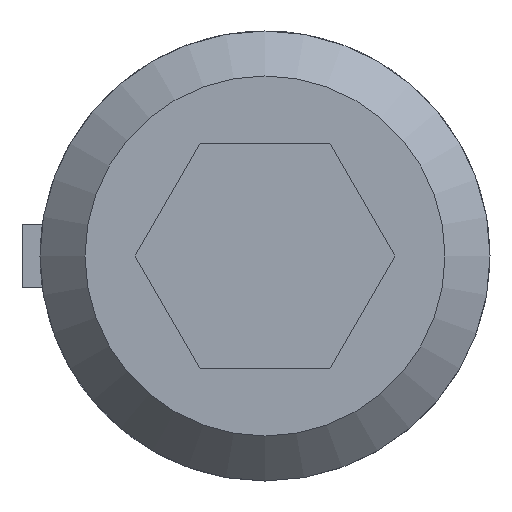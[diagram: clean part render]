
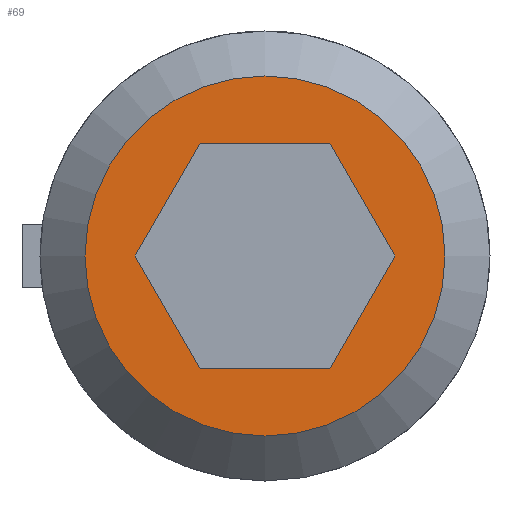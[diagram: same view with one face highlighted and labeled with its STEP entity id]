
A CAD part, left-side view. The second image highlights one B-rep face of the part: STEP entity #69.
In plain terms, the highlighted planar face has unit normal (-1, 0, 0).
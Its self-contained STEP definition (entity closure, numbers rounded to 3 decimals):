
#69 = ADVANCED_FACE( '', ( #156, #157 ), #158, .F. );
#156 = FACE_OUTER_BOUND( '', #266, .T. );
#157 = FACE_BOUND( '', #267, .T. );
#158 = PLANE( '', #268 );
#266 = EDGE_LOOP( '', ( #401 ) );
#267 = EDGE_LOOP( '', ( #402, #403, #404, #405, #406, #407 ) );
#268 = AXIS2_PLACEMENT_3D( '', #408, #409, #410 );
#401 = ORIENTED_EDGE( '', *, *, #631, .F. );
#402 = ORIENTED_EDGE( '', *, *, #632, .T. );
#403 = ORIENTED_EDGE( '', *, *, #633, .T. );
#404 = ORIENTED_EDGE( '', *, *, #634, .T. );
#405 = ORIENTED_EDGE( '', *, *, #610, .T. );
#406 = ORIENTED_EDGE( '', *, *, #635, .T. );
#407 = ORIENTED_EDGE( '', *, *, #600, .T. );
#408 = CARTESIAN_POINT( '', ( 0., 0., 0. ) );
#409 = DIRECTION( '', ( 1., 0., 0. ) );
#410 = DIRECTION( '', ( 0., 0., -1. ) );
#600 = EDGE_CURVE( '', #695, #696, #697, .T. );
#610 = EDGE_CURVE( '', #713, #714, #715, .T. );
#631 = EDGE_CURVE( '', #749, #749, #750, .T. );
#632 = EDGE_CURVE( '', #696, #751, #752, .T. );
#633 = EDGE_CURVE( '', #751, #753, #754, .T. );
#634 = EDGE_CURVE( '', #753, #713, #755, .T. );
#635 = EDGE_CURVE( '', #714, #695, #756, .T. );
#695 = VERTEX_POINT( '', #834 );
#696 = VERTEX_POINT( '', #835 );
#697 = LINE( '', #836, #837 );
#713 = VERTEX_POINT( '', #860 );
#714 = VERTEX_POINT( '', #861 );
#715 = LINE( '', #862, #863 );
#749 = VERTEX_POINT( '', #911 );
#750 = CIRCLE( '', #912, 2. );
#751 = VERTEX_POINT( '', #913 );
#752 = LINE( '', #914, #915 );
#753 = VERTEX_POINT( '', #916 );
#754 = LINE( '', #917, #918 );
#755 = LINE( '', #919, #920 );
#756 = LINE( '', #921, #922 );
#834 = CARTESIAN_POINT( '', ( 0., 1.443, 0. ) );
#835 = CARTESIAN_POINT( '', ( 0., 0.722, 1.25 ) );
#836 = CARTESIAN_POINT( '', ( 0., 1.443, 0. ) );
#837 = VECTOR( '', #1028, 1000. );
#860 = CARTESIAN_POINT( '', ( 0., -0.722, -1.25 ) );
#861 = CARTESIAN_POINT( '', ( 0., 0.722, -1.25 ) );
#862 = CARTESIAN_POINT( '', ( 0., -0.722, -1.25 ) );
#863 = VECTOR( '', #1036, 1000. );
#911 = CARTESIAN_POINT( '', ( 0., 0., -2. ) );
#912 = AXIS2_PLACEMENT_3D( '', #1057, #1058, #1059 );
#913 = CARTESIAN_POINT( '', ( 0., -0.722, 1.25 ) );
#914 = CARTESIAN_POINT( '', ( 0., 0.722, 1.25 ) );
#915 = VECTOR( '', #1060, 1000. );
#916 = CARTESIAN_POINT( '', ( 0., -1.443, 0. ) );
#917 = CARTESIAN_POINT( '', ( 0., -0.722, 1.25 ) );
#918 = VECTOR( '', #1061, 1000. );
#919 = CARTESIAN_POINT( '', ( 0., -1.443, 0. ) );
#920 = VECTOR( '', #1062, 1000. );
#921 = CARTESIAN_POINT( '', ( 0., 0.722, -1.25 ) );
#922 = VECTOR( '', #1063, 1000. );
#1028 = DIRECTION( '', ( 0., -0.5, 0.866 ) );
#1036 = DIRECTION( '', ( 0., 1., 0. ) );
#1057 = CARTESIAN_POINT( '', ( 0., 0., 0. ) );
#1058 = DIRECTION( '', ( 1., 0., 0. ) );
#1059 = DIRECTION( '', ( 0., 0., -1. ) );
#1060 = DIRECTION( '', ( 0., -1., 0. ) );
#1061 = DIRECTION( '', ( 0., -0.5, -0.866 ) );
#1062 = DIRECTION( '', ( 0., 0.5, -0.866 ) );
#1063 = DIRECTION( '', ( 0., 0.5, 0.866 ) );
